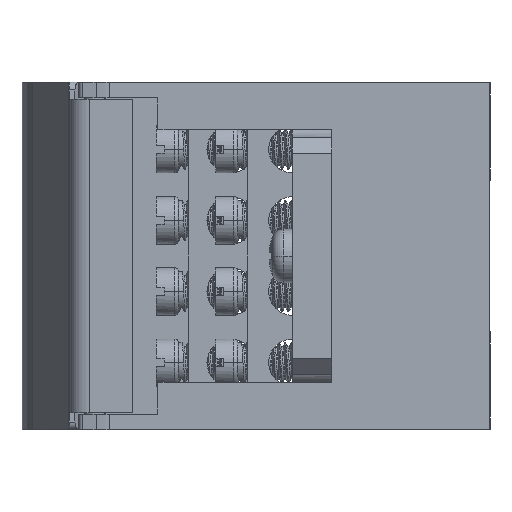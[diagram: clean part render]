
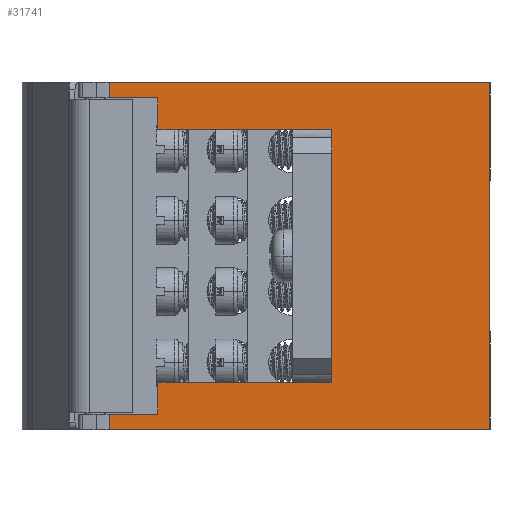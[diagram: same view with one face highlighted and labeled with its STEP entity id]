
A CAD part, left-side view. The second image highlights one B-rep face of the part: STEP entity #31741.
In plain terms, the highlighted planar face has unit normal (-1, 0, 0).
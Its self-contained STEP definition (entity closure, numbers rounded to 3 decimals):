
#1521=DIRECTION('',(0.,0.,-1.));
#1522=VECTOR('',#1521,30.);
#1523=CARTESIAN_POINT('',(-21.,20.,15.));
#1524=LINE('',#1523,#1522);
#1525=DIRECTION('',(0.,0.,-1.));
#1526=VECTOR('',#1525,1.);
#1527=CARTESIAN_POINT('',(-21.,20.,16.));
#1528=LINE('',#1527,#1526);
#1529=DIRECTION('',(0.,-1.,0.));
#1530=VECTOR('',#1529,22.);
#1531=CARTESIAN_POINT('',(-21.,42.,16.));
#1532=LINE('',#1531,#1530);
#1533=DIRECTION('',(0.,0.,1.));
#1534=VECTOR('',#1533,4.);
#1535=CARTESIAN_POINT('',(-21.,42.,16.));
#1536=LINE('',#1535,#1534);
#1537=DIRECTION('',(0.,-1.,0.));
#1538=VECTOR('',#1537,6.172);
#1539=CARTESIAN_POINT('',(-21.,48.172,20.));
#1540=LINE('',#1539,#1538);
#1541=DIRECTION('',(0.,0.,-1.));
#1542=VECTOR('',#1541,2.);
#1543=CARTESIAN_POINT('',(-21.,48.172,22.));
#1544=LINE('',#1543,#1542);
#1545=DIRECTION('',(0.,0.,-1.));
#1546=VECTOR('',#1545,2.);
#1547=CARTESIAN_POINT('',(-21.,48.172,-20.));
#1548=LINE('',#1547,#1546);
#1549=DIRECTION('',(0.,-1.,0.));
#1550=VECTOR('',#1549,6.172);
#1551=CARTESIAN_POINT('',(-21.,48.172,-20.));
#1552=LINE('',#1551,#1550);
#1553=DIRECTION('',(0.,0.,1.));
#1554=VECTOR('',#1553,4.);
#1555=CARTESIAN_POINT('',(-21.,42.,-20.));
#1556=LINE('',#1555,#1554);
#1557=DIRECTION('',(0.,-1.,0.));
#1558=VECTOR('',#1557,22.);
#1559=CARTESIAN_POINT('',(-21.,42.,-16.));
#1560=LINE('',#1559,#1558);
#1561=DIRECTION('',(0.,0.,-1.));
#1562=VECTOR('',#1561,1.);
#1563=CARTESIAN_POINT('',(-21.,20.,-15.));
#1564=LINE('',#1563,#1562);
#24445=DIRECTION('',(0.,-1.,0.));
#24446=VECTOR('',#24445,48.172);
#24447=CARTESIAN_POINT('',(-21.,48.172,22.));
#24448=LINE('',#24447,#24446);
#25173=DIRECTION('',(0.,-1.,0.));
#25174=VECTOR('',#25173,48.172);
#25175=CARTESIAN_POINT('',(-21.,48.172,-22.));
#25176=LINE('',#25175,#25174);
#25735=DIRECTION('',(0.,0.,1.));
#25736=VECTOR('',#25735,44.);
#25737=CARTESIAN_POINT('',(-21.,0.,-22.));
#25738=LINE('',#25737,#25736);
#27534=CARTESIAN_POINT('',(-21.,0.,-22.));
#27535=CARTESIAN_POINT('',(-21.,0.,22.));
#27536=VERTEX_POINT('',#27534);
#27537=VERTEX_POINT('',#27535);
#27634=CARTESIAN_POINT('',(-21.,20.,16.));
#27636=VERTEX_POINT('',#27634);
#27639=CARTESIAN_POINT('',(-21.,20.,-16.));
#27641=VERTEX_POINT('',#27639);
#27664=CARTESIAN_POINT('',(-21.,42.,16.));
#27665=CARTESIAN_POINT('',(-21.,42.,20.));
#27666=VERTEX_POINT('',#27664);
#27667=VERTEX_POINT('',#27665);
#27668=CARTESIAN_POINT('',(-21.,42.,-20.));
#27669=CARTESIAN_POINT('',(-21.,42.,-16.));
#27670=VERTEX_POINT('',#27668);
#27671=VERTEX_POINT('',#27669);
#27784=CARTESIAN_POINT('',(-21.,48.172,20.));
#27786=VERTEX_POINT('',#27784);
#27790=CARTESIAN_POINT('',(-21.,48.172,22.));
#27791=VERTEX_POINT('',#27790);
#27792=CARTESIAN_POINT('',(-21.,48.172,-22.));
#27794=VERTEX_POINT('',#27792);
#27798=CARTESIAN_POINT('',(-21.,48.172,-20.));
#27799=VERTEX_POINT('',#27798);
#28600=CARTESIAN_POINT('',(-21.,20.,15.));
#28601=CARTESIAN_POINT('',(-21.,20.,-15.));
#28602=VERTEX_POINT('',#28600);
#28603=VERTEX_POINT('',#28601);
#31707=CARTESIAN_POINT('',(-21.,58.,-22.));
#31708=DIRECTION('',(-1.,0.,0.));
#31709=DIRECTION('',(0.,-1.,0.));
#31710=AXIS2_PLACEMENT_3D('',#31707,#31708,#31709);
#31711=PLANE('',#31710);
#31712=ORIENTED_EDGE('',*,*,#31594,.F.);
#31714=ORIENTED_EDGE('',*,*,#31713,.F.);
#31716=ORIENTED_EDGE('',*,*,#31715,.F.);
#31718=ORIENTED_EDGE('',*,*,#31717,.T.);
#31720=ORIENTED_EDGE('',*,*,#31719,.F.);
#31722=ORIENTED_EDGE('',*,*,#31721,.F.);
#31724=ORIENTED_EDGE('',*,*,#31723,.T.);
#31726=ORIENTED_EDGE('',*,*,#31725,.F.);
#31728=ORIENTED_EDGE('',*,*,#31727,.F.);
#31730=ORIENTED_EDGE('',*,*,#31729,.F.);
#31732=ORIENTED_EDGE('',*,*,#31731,.T.);
#31734=ORIENTED_EDGE('',*,*,#31733,.T.);
#31736=ORIENTED_EDGE('',*,*,#31735,.T.);
#31738=ORIENTED_EDGE('',*,*,#31737,.F.);
#31739=EDGE_LOOP('',(#31712,#31714,#31716,#31718,#31720,#31722,#31724,#31726,
#31728,#31730,#31732,#31734,#31736,#31738));
#31740=FACE_OUTER_BOUND('',#31739,.F.);
#31741=ADVANCED_FACE('',(#31740),#31711,.T.);
#31594=EDGE_CURVE('',#28602,#28603,#1524,.T.);
#31713=EDGE_CURVE('',#27636,#28602,#1528,.T.);
#31715=EDGE_CURVE('',#27666,#27636,#1532,.T.);
#31717=EDGE_CURVE('',#27666,#27667,#1536,.T.);
#31719=EDGE_CURVE('',#27786,#27667,#1540,.T.);
#31721=EDGE_CURVE('',#27791,#27786,#1544,.T.);
#31723=EDGE_CURVE('',#27791,#27537,#24448,.T.);
#31725=EDGE_CURVE('',#27536,#27537,#25738,.T.);
#31727=EDGE_CURVE('',#27794,#27536,#25176,.T.);
#31729=EDGE_CURVE('',#27799,#27794,#1548,.T.);
#31731=EDGE_CURVE('',#27799,#27670,#1552,.T.);
#31733=EDGE_CURVE('',#27670,#27671,#1556,.T.);
#31735=EDGE_CURVE('',#27671,#27641,#1560,.T.);
#31737=EDGE_CURVE('',#28603,#27641,#1564,.T.);
